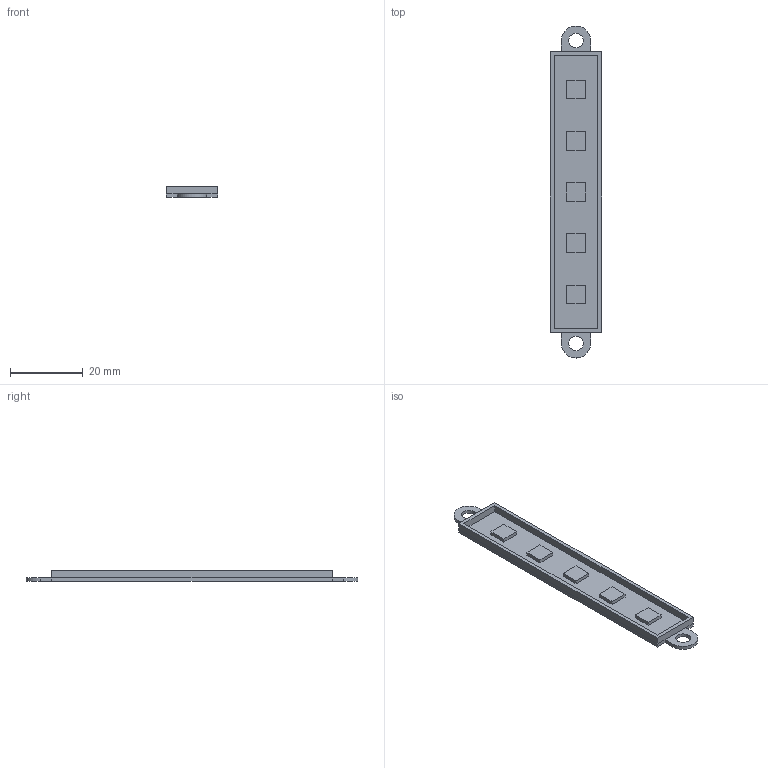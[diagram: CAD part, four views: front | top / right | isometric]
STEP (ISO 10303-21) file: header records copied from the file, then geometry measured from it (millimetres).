
FILE_DESCRIPTION(('FreeCAD Model'),'2;1');
FILE_NAME('Open CASCADE Shape Model','2021-12-17T15:24:40',('Author'),( ''),'Open CASCADE STEP processor 7.5','FreeCAD','Unknown');
FILE_SCHEMA(('AUTOMOTIVE_DESIGN { 1 0 10303 214 1 1 1 1 }'));
Length unit declared in the file: millimetre
Products named in the file (1): Body
Bounding box: 14 x 91 x 3 mm (x, y, z)
Volume: 1632.1 mm3; surface area: 3342.5 mm2
Topology: 1 solids, 1 shells, 59 faces, 146 edges, 100 vertices
Faces by surface type: plane 55, cylinder 4
Full cylindrical faces by diameter (mm): 4 x2
Entity records: 3684 total; most frequent: CARTESIAN_POINT 646, DIRECTION 558, LINE 422, VECTOR 422, ORIENTED_EDGE 292, PCURVE 292, DEFINITIONAL_REPRESENTATION 292, EDGE_CURVE 146
